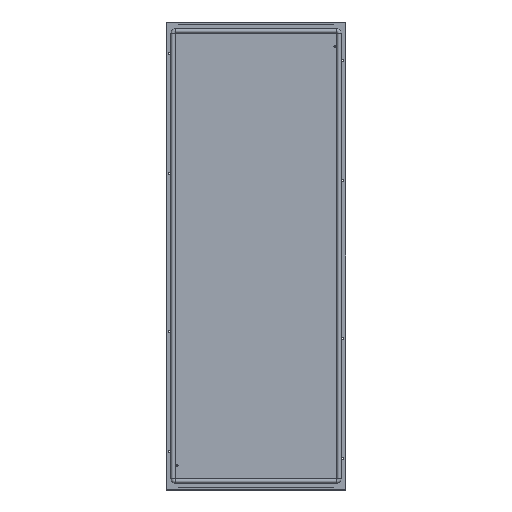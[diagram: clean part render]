
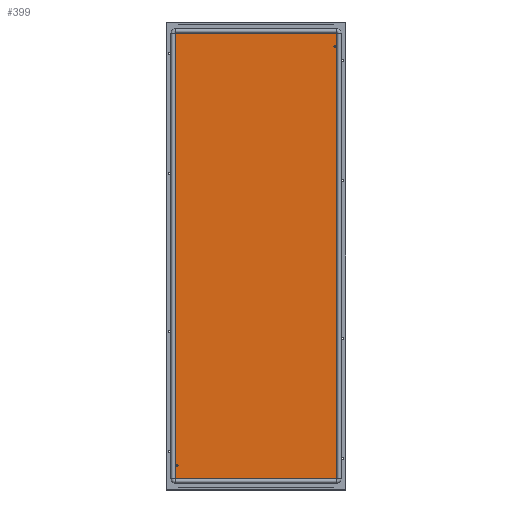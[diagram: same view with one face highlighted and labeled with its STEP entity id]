
A CAD part, left-side view. The second image highlights one B-rep face of the part: STEP entity #399.
In plain terms, the highlighted planar face has unit normal (-1, 0, 0).
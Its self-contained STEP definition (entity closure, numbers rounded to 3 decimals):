
#63=CARTESIAN_POINT('Vertex',(0.,344.6,950.5)) ;
#66=CARTESIAN_POINT('Axis2P3D Location',(0.,344.1,950.5)) ;
#70=CARTESIAN_POINT('Vertex',(0.,344.1,951.)) ;
#104=CARTESIAN_POINT('Line Origine',(0.,0.,951.)) ;
#108=CARTESIAN_POINT('Vertex',(0.,-344.1,951.)) ;
#134=CARTESIAN_POINT('Vertex',(0.,344.6,-950.5)) ;
#137=CARTESIAN_POINT('Line Origine',(0.,344.6,0.)) ;
#159=CARTESIAN_POINT('Axis2P3D Location',(0.,-344.1,950.5)) ;
#163=CARTESIAN_POINT('Vertex',(0.,-344.6,950.5)) ;
#196=CARTESIAN_POINT('Vertex',(0.,344.1,-951.)) ;
#199=CARTESIAN_POINT('Axis2P3D Location',(0.,344.1,-950.5)) ;
#221=CARTESIAN_POINT('Line Origine',(0.,-344.6,0.)) ;
#225=CARTESIAN_POINT('Vertex',(0.,-344.6,-950.5)) ;
#263=CARTESIAN_POINT('Vertex',(0.,-344.1,-951.)) ;
#266=CARTESIAN_POINT('Line Origine',(0.,0.,-951.)) ;
#283=CARTESIAN_POINT('Axis2P3D Location',(0.,-344.1,-950.5)) ;
#300=CARTESIAN_POINT('Axis2P3D Location',(0.,0.,0.)) ;
#316=CARTESIAN_POINT('Control Point',(0.,-339.,893.)) ;
#317=CARTESIAN_POINT('Control Point',(0.,-339.,892.466)) ;
#318=CARTESIAN_POINT('Control Point',(0.,-338.895,891.932)) ;
#319=CARTESIAN_POINT('Control Point',(0.,-338.685,891.425)) ;
#320=CARTESIAN_POINT('Control Point',(0.,-338.078,890.522)) ;
#321=CARTESIAN_POINT('Control Point',(0.,-337.175,889.915)) ;
#322=CARTESIAN_POINT('Control Point',(0.,-336.668,889.705)) ;
#323=CARTESIAN_POINT('Control Point',(0.,-335.6,889.495)) ;
#324=CARTESIAN_POINT('Control Point',(0.,-334.532,889.705)) ;
#325=CARTESIAN_POINT('Control Point',(0.,-334.025,889.915)) ;
#326=CARTESIAN_POINT('Control Point',(0.,-333.122,890.522)) ;
#327=CARTESIAN_POINT('Control Point',(0.,-332.515,891.425)) ;
#328=CARTESIAN_POINT('Control Point',(0.,-332.305,891.932)) ;
#329=CARTESIAN_POINT('Control Point',(0.,-332.2,892.466)) ;
#330=CARTESIAN_POINT('Control Point',(0.,-332.2,893.)) ;
#331=CARTESIAN_POINT('Vertex',(0.,-332.2,893.)) ;
#333=CARTESIAN_POINT('Vertex',(0.,-339.,893.)) ;
#337=CARTESIAN_POINT('Control Point',(0.,-332.2,893.)) ;
#338=CARTESIAN_POINT('Control Point',(0.,-332.2,893.534)) ;
#339=CARTESIAN_POINT('Control Point',(0.,-332.305,894.068)) ;
#340=CARTESIAN_POINT('Control Point',(0.,-332.515,894.575)) ;
#341=CARTESIAN_POINT('Control Point',(0.,-333.122,895.478)) ;
#342=CARTESIAN_POINT('Control Point',(0.,-334.025,896.085)) ;
#343=CARTESIAN_POINT('Control Point',(0.,-334.532,896.295)) ;
#344=CARTESIAN_POINT('Control Point',(0.,-335.6,896.505)) ;
#345=CARTESIAN_POINT('Control Point',(0.,-336.668,896.295)) ;
#346=CARTESIAN_POINT('Control Point',(0.,-337.175,896.085)) ;
#347=CARTESIAN_POINT('Control Point',(0.,-338.078,895.478)) ;
#348=CARTESIAN_POINT('Control Point',(0.,-338.685,894.575)) ;
#349=CARTESIAN_POINT('Control Point',(0.,-338.895,894.068)) ;
#350=CARTESIAN_POINT('Control Point',(0.,-339.,893.534)) ;
#351=CARTESIAN_POINT('Control Point',(0.,-339.,893.)) ;
#358=CARTESIAN_POINT('Control Point',(0.,332.2,-893.)) ;
#359=CARTESIAN_POINT('Control Point',(0.,332.2,-893.534)) ;
#360=CARTESIAN_POINT('Control Point',(0.,332.305,-894.068)) ;
#361=CARTESIAN_POINT('Control Point',(0.,332.515,-894.575)) ;
#362=CARTESIAN_POINT('Control Point',(0.,333.122,-895.478)) ;
#363=CARTESIAN_POINT('Control Point',(0.,334.025,-896.085)) ;
#364=CARTESIAN_POINT('Control Point',(0.,334.532,-896.295)) ;
#365=CARTESIAN_POINT('Control Point',(0.,335.6,-896.505)) ;
#366=CARTESIAN_POINT('Control Point',(0.,336.668,-896.295)) ;
#367=CARTESIAN_POINT('Control Point',(0.,337.175,-896.085)) ;
#368=CARTESIAN_POINT('Control Point',(0.,338.078,-895.478)) ;
#369=CARTESIAN_POINT('Control Point',(0.,338.685,-894.575)) ;
#370=CARTESIAN_POINT('Control Point',(0.,338.895,-894.068)) ;
#371=CARTESIAN_POINT('Control Point',(0.,339.,-893.534)) ;
#372=CARTESIAN_POINT('Control Point',(0.,339.,-893.)) ;
#373=CARTESIAN_POINT('Vertex',(0.,339.,-893.)) ;
#375=CARTESIAN_POINT('Vertex',(0.,332.2,-893.)) ;
#379=CARTESIAN_POINT('Control Point',(0.,339.,-893.)) ;
#380=CARTESIAN_POINT('Control Point',(0.,339.,-892.466)) ;
#381=CARTESIAN_POINT('Control Point',(0.,338.895,-891.932)) ;
#382=CARTESIAN_POINT('Control Point',(0.,338.685,-891.425)) ;
#383=CARTESIAN_POINT('Control Point',(0.,338.078,-890.522)) ;
#384=CARTESIAN_POINT('Control Point',(0.,337.175,-889.915)) ;
#385=CARTESIAN_POINT('Control Point',(0.,336.668,-889.705)) ;
#386=CARTESIAN_POINT('Control Point',(0.,335.6,-889.495)) ;
#387=CARTESIAN_POINT('Control Point',(0.,334.532,-889.705)) ;
#388=CARTESIAN_POINT('Control Point',(0.,334.025,-889.915)) ;
#389=CARTESIAN_POINT('Control Point',(0.,333.122,-890.522)) ;
#390=CARTESIAN_POINT('Control Point',(0.,332.515,-891.425)) ;
#391=CARTESIAN_POINT('Control Point',(0.,332.305,-891.932)) ;
#392=CARTESIAN_POINT('Control Point',(0.,332.2,-892.466)) ;
#393=CARTESIAN_POINT('Control Point',(0.,332.2,-893.)) ;
#67=DIRECTION('Axis2P3D Direction',(-1.,0.,0.)) ;
#105=DIRECTION('Vector Direction',(0.,-1.,0.)) ;
#138=DIRECTION('Vector Direction',(0.,0.,1.)) ;
#160=DIRECTION('Axis2P3D Direction',(-1.,0.,0.)) ;
#200=DIRECTION('Axis2P3D Direction',(-1.,0.,0.)) ;
#222=DIRECTION('Vector Direction',(0.,0.,-1.)) ;
#267=DIRECTION('Vector Direction',(0.,1.,0.)) ;
#284=DIRECTION('Axis2P3D Direction',(-1.,0.,-0.)) ;
#301=DIRECTION('Axis2P3D Direction',(1.,0.,0.)) ;
#302=DIRECTION('Axis2P3D XDirection',(0.,1.,0.)) ;
#68=AXIS2_PLACEMENT_3D('Circle Axis2P3D',#66,#67,$) ;
#161=AXIS2_PLACEMENT_3D('Circle Axis2P3D',#159,#160,$) ;
#201=AXIS2_PLACEMENT_3D('Circle Axis2P3D',#199,#200,$) ;
#285=AXIS2_PLACEMENT_3D('Circle Axis2P3D',#283,#284,$) ;
#303=AXIS2_PLACEMENT_3D('Plane Axis2P3D',#300,#301,#302) ;
#306=ORIENTED_EDGE('',*,*,#72,.T.) ;
#307=ORIENTED_EDGE('',*,*,#141,.T.) ;
#308=ORIENTED_EDGE('',*,*,#203,.T.) ;
#309=ORIENTED_EDGE('',*,*,#270,.F.) ;
#310=ORIENTED_EDGE('',*,*,#287,.T.) ;
#311=ORIENTED_EDGE('',*,*,#227,.T.) ;
#312=ORIENTED_EDGE('',*,*,#165,.T.) ;
#313=ORIENTED_EDGE('',*,*,#110,.F.) ;
#354=ORIENTED_EDGE('',*,*,#335,.F.) ;
#355=ORIENTED_EDGE('',*,*,#352,.F.) ;
#396=ORIENTED_EDGE('',*,*,#377,.F.) ;
#397=ORIENTED_EDGE('',*,*,#394,.F.) ;
#356=FACE_BOUND('',#353,.T.) ;
#398=FACE_BOUND('',#395,.T.) ;
#106=VECTOR('Line Direction',#105,1.) ;
#139=VECTOR('Line Direction',#138,1.) ;
#223=VECTOR('Line Direction',#222,1.) ;
#268=VECTOR('Line Direction',#267,1.) ;
#399=ADVANCED_FACE('Body.4',(#314,#356,#398),#304,.F.) ;
#315=B_SPLINE_CURVE_WITH_KNOTS('',5,(#316,#317,#318,#319,#320,#321,#322,#323,#324,#325,#326,#327,#328,#329,#330),.UNSPECIFIED.,.F.,.U.,(6,3,3,3,6),(10.681,13.352,16.022,18.692,21.363),.UNSPECIFIED.) ;
#336=B_SPLINE_CURVE_WITH_KNOTS('',5,(#337,#338,#339,#340,#341,#342,#343,#344,#345,#346,#347,#348,#349,#350,#351),.UNSPECIFIED.,.F.,.U.,(6,3,3,3,6),(21.363,24.033,26.704,29.374,32.044),.UNSPECIFIED.) ;
#357=B_SPLINE_CURVE_WITH_KNOTS('',5,(#358,#359,#360,#361,#362,#363,#364,#365,#366,#367,#368,#369,#370,#371,#372),.UNSPECIFIED.,.F.,.U.,(6,3,3,3,6),(10.681,13.352,16.022,18.692,21.363),.UNSPECIFIED.) ;
#378=B_SPLINE_CURVE_WITH_KNOTS('',5,(#379,#380,#381,#382,#383,#384,#385,#386,#387,#388,#389,#390,#391,#392,#393),.UNSPECIFIED.,.F.,.U.,(6,3,3,3,6),(21.363,24.033,26.704,29.374,32.044),.UNSPECIFIED.) ;
#69=CIRCLE('generated circle',#68,0.5) ;
#162=CIRCLE('generated circle',#161,0.5) ;
#202=CIRCLE('generated circle',#201,0.5) ;
#286=CIRCLE('generated circle',#285,0.5) ;
#72=EDGE_CURVE('',#71,#64,#69,.T.) ;
#110=EDGE_CURVE('',#71,#109,#107,.T.) ;
#141=EDGE_CURVE('',#64,#135,#140,.F.) ;
#165=EDGE_CURVE('',#164,#109,#162,.T.) ;
#203=EDGE_CURVE('',#135,#197,#202,.T.) ;
#227=EDGE_CURVE('',#226,#164,#224,.F.) ;
#270=EDGE_CURVE('',#264,#197,#269,.T.) ;
#287=EDGE_CURVE('',#264,#226,#286,.T.) ;
#335=EDGE_CURVE('',#332,#334,#315,.F.) ;
#352=EDGE_CURVE('',#334,#332,#336,.F.) ;
#377=EDGE_CURVE('',#374,#376,#357,.F.) ;
#394=EDGE_CURVE('',#376,#374,#378,.F.) ;
#305=EDGE_LOOP('',(#306,#307,#308,#309,#310,#311,#312,#313)) ;
#353=EDGE_LOOP('',(#354,#355)) ;
#395=EDGE_LOOP('',(#396,#397)) ;
#314=FACE_OUTER_BOUND('',#305,.T.) ;
#107=LINE('Line',#104,#106) ;
#140=LINE('Line',#137,#139) ;
#224=LINE('Line',#221,#223) ;
#269=LINE('Line',#266,#268) ;
#304=PLANE('',#303) ;
#64=VERTEX_POINT('',#63) ;
#71=VERTEX_POINT('',#70) ;
#109=VERTEX_POINT('',#108) ;
#135=VERTEX_POINT('',#134) ;
#164=VERTEX_POINT('',#163) ;
#197=VERTEX_POINT('',#196) ;
#226=VERTEX_POINT('',#225) ;
#264=VERTEX_POINT('',#263) ;
#332=VERTEX_POINT('',#331) ;
#334=VERTEX_POINT('',#333) ;
#374=VERTEX_POINT('',#373) ;
#376=VERTEX_POINT('',#375) ;
